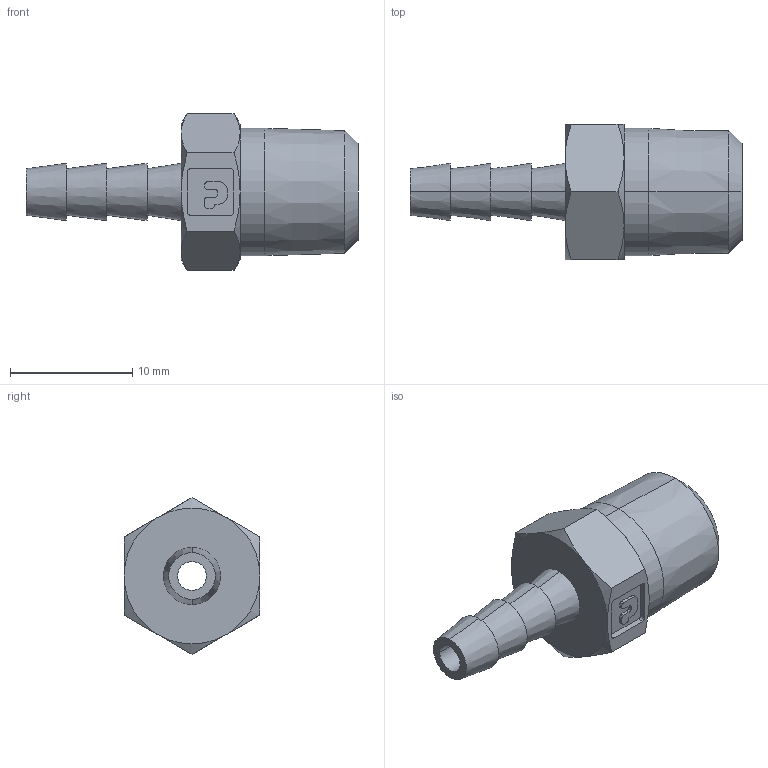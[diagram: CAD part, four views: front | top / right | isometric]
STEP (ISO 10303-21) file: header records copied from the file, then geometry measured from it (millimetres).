
FILE_DESCRIPTION((''),'2;1');
FILE_NAME('Hose Barb to Male Pipe 125HB-2-2.stp','2005-04-12T16:34:18',('DB01101'),(''),'Autodesk Inventor 9','Autodesk Inventor 9','');
FILE_SCHEMA(('AUTOMOTIVE_DESIGN { 1 0 10303 214 1 1 1 1 }'));
Length unit declared in the file: inch
Products named in the file (1): Hose Barb to Male Pipe 125HB-2-2
Bounding box: 27.18 x 11.11 x 12.83 mm (x, y, z)
Volume: 1074.8 mm3; surface area: 1185.3 mm2
Topology: 1 solids, 1 shells, 131 faces, 338 edges, 218 vertices
Faces by surface type: cylinder 54, plane 45, cone 26, bspline 6
Entity records: 4109 total; most frequent: CARTESIAN_POINT 838, DIRECTION 716, ORIENTED_EDGE 676, EDGE_CURVE 338, AXIS2_PLACEMENT_3D 276, VERTEX_POINT 218, VECTOR 164, LINE 164
